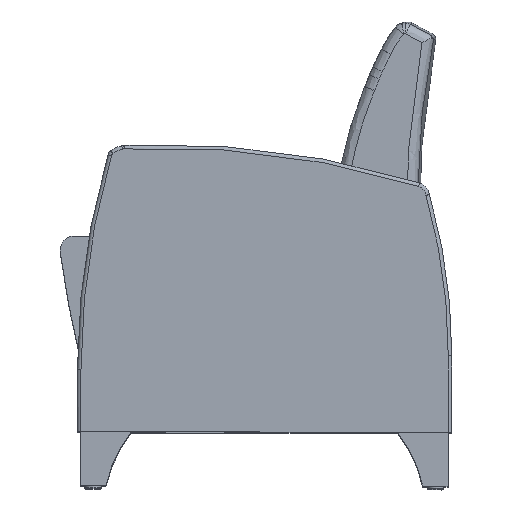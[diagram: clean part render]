
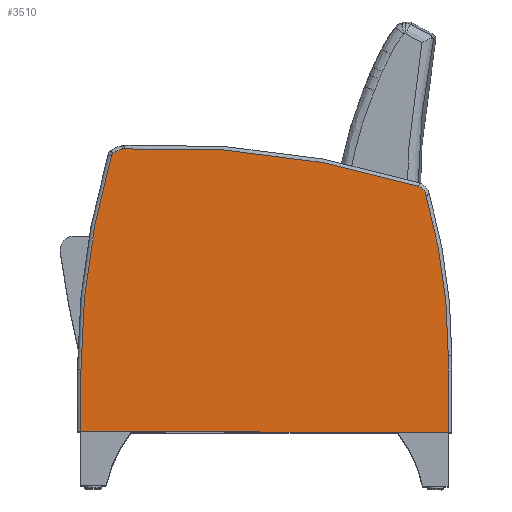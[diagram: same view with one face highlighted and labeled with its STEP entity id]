
A CAD part, top view. The second image highlights one B-rep face of the part: STEP entity #3510.
In plain terms, the highlighted planar face has unit normal (0, 0, 1).
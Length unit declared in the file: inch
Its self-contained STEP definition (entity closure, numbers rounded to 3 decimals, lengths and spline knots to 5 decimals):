
#476=LINE('',#5737,#617);
#478=LINE('',#5783,#619);
#494=LINE('',#5907,#635);
#617=VECTOR('',#4694,0.3937);
#619=VECTOR('',#4732,0.3937);
#635=VECTOR('',#4834,0.3937);
#697=PLANE('',#3953);
#844=FACE_OUTER_BOUND('',#1081,.T.);
#1081=EDGE_LOOP('',(#2902,#2903,#2904,#2905,#2906,#2907,#2908,#2909,#2910,
#2911));
#1285=CIRCLE('',#3884,0.25);
#1289=CIRCLE('',#3889,53.84447);
#1293=CIRCLE('',#3895,1.61874);
#1296=CIRCLE('',#3899,0.75);
#1299=CIRCLE('',#3903,59.75);
#1301=CIRCLE('',#3906,0.75);
#1304=CIRCLE('',#3911,40.58554);
#1584=VERTEX_POINT('',#5698);
#1585=VERTEX_POINT('',#5699);
#1589=VERTEX_POINT('',#5720);
#1591=VERTEX_POINT('',#5735);
#1592=VERTEX_POINT('',#5739);
#1594=VERTEX_POINT('',#5745);
#1596=VERTEX_POINT('',#5751);
#1599=VERTEX_POINT('',#5759);
#1600=VERTEX_POINT('',#5776);
#1603=VERTEX_POINT('',#5781);
#1996=EDGE_CURVE('',#1584,#1585,#1285,.T.);
#2002=EDGE_CURVE('',#1589,#1584,#1289,.T.);
#2005=EDGE_CURVE('',#1591,#1589,#476,.T.);
#2008=EDGE_CURVE('',#1585,#1592,#1293,.T.);
#2011=EDGE_CURVE('',#1592,#1594,#1296,.T.);
#2014=EDGE_CURVE('',#1594,#1596,#1299,.T.);
#2016=EDGE_CURVE('',#1596,#1599,#1301,.T.);
#2021=EDGE_CURVE('',#1603,#1600,#478,.T.);
#2022=EDGE_CURVE('',#1599,#1603,#1304,.T.);
#2063=EDGE_CURVE('',#1600,#1591,#494,.T.);
#2902=ORIENTED_EDGE('',*,*,#2005,.F.);
#2903=ORIENTED_EDGE('',*,*,#2063,.F.);
#2904=ORIENTED_EDGE('',*,*,#2021,.F.);
#2905=ORIENTED_EDGE('',*,*,#2022,.F.);
#2906=ORIENTED_EDGE('',*,*,#2016,.F.);
#2907=ORIENTED_EDGE('',*,*,#2014,.F.);
#2908=ORIENTED_EDGE('',*,*,#2011,.F.);
#2909=ORIENTED_EDGE('',*,*,#2008,.F.);
#2910=ORIENTED_EDGE('',*,*,#1996,.F.);
#2911=ORIENTED_EDGE('',*,*,#2002,.F.);
#3510=ADVANCED_FACE('',(#844),#697,.T.);
#3884=AXIS2_PLACEMENT_3D('',#5700,#4677,#4678);
#3889=AXIS2_PLACEMENT_3D('',#5731,#4687,#4688);
#3895=AXIS2_PLACEMENT_3D('',#5743,#4701,#4702);
#3899=AXIS2_PLACEMENT_3D('',#5749,#4709,#4710);
#3903=AXIS2_PLACEMENT_3D('',#5755,#4717,#4718);
#3906=AXIS2_PLACEMENT_3D('',#5760,#4723,#4724);
#3911=AXIS2_PLACEMENT_3D('',#5785,#4735,#4736);
#3953=AXIS2_PLACEMENT_3D('',#5908,#4835,#4836);
#4677=DIRECTION('center_axis',(0.,0.,-1.));
#4678=DIRECTION('ref_axis',(-0.844,0.537,0.));
#4687=DIRECTION('center_axis',(0.,0.,-1.));
#4688=DIRECTION('ref_axis',(-0.99,0.14,0.));
#4694=DIRECTION('',(0.,1.,0.));
#4701=DIRECTION('center_axis',(0.,0.,-1.));
#4702=DIRECTION('ref_axis',(-0.425,0.905,0.));
#4709=DIRECTION('center_axis',(0.,0.,-1.));
#4710=DIRECTION('ref_axis',(-0.128,0.992,0.));
#4717=DIRECTION('center_axis',(0.,0.,-1.));
#4718=DIRECTION('ref_axis',(0.124,0.992,0.));
#4723=DIRECTION('center_axis',(0.,0.,-1.));
#4724=DIRECTION('ref_axis',(0.761,0.649,0.));
#4732=DIRECTION('',(0.,-1.,0.));
#4735=DIRECTION('center_axis',(0.,0.,-1.));
#4736=DIRECTION('ref_axis',(0.99,0.139,0.));
#4834=DIRECTION('',(-1.,0.,0.));
#4835=DIRECTION('center_axis',(0.,0.,1.));
#4836=DIRECTION('ref_axis',(1.,0.,0.));
#5698=CARTESIAN_POINT('',(-12.3965,20.65936,2.75));
#5699=CARTESIAN_POINT('',(-12.30759,20.8021,2.75));
#5700=CARTESIAN_POINT('Origin',(-12.15221,20.60625,2.75));
#5720=CARTESIAN_POINT('',(-14.50196,5.72409,2.75));
#5731=CARTESIAN_POINT('Origin',(39.34251,5.74957,2.75));
#5735=CARTESIAN_POINT('',(-14.50196,1.38751,2.75));
#5737=CARTESIAN_POINT('',(-14.50196,5.41302,2.75));
#5739=CARTESIAN_POINT('',(-11.63546,21.11791,2.75));
#5743=CARTESIAN_POINT('Origin',(-11.3015,19.534,2.75));
#5745=CARTESIAN_POINT('',(-11.51791,21.13312,2.75));
#5749=CARTESIAN_POINT('Origin',(-11.48073,20.38404,2.75));
#5751=CARTESIAN_POINT('',(9.03893,18.55741,2.75));
#5755=CARTESIAN_POINT('Origin',(-8.55543,-38.54339,2.75));
#5759=CARTESIAN_POINT('',(9.56287,17.92892,2.75));
#5760=CARTESIAN_POINT('Origin',(8.81808,17.84066,2.75));
#5776=CARTESIAN_POINT('',(11.14024,1.38751,2.75));
#5781=CARTESIAN_POINT('',(11.14024,6.72403,2.75));
#5783=CARTESIAN_POINT('',(11.14024,8.58129,2.75));
#5785=CARTESIAN_POINT('Origin',(-29.4453,6.72403,2.75));
#5907=CARTESIAN_POINT('',(12.28079,1.38751,2.75));
#5908=CARTESIAN_POINT('Origin',(-1.61059,10.43854,2.75));
